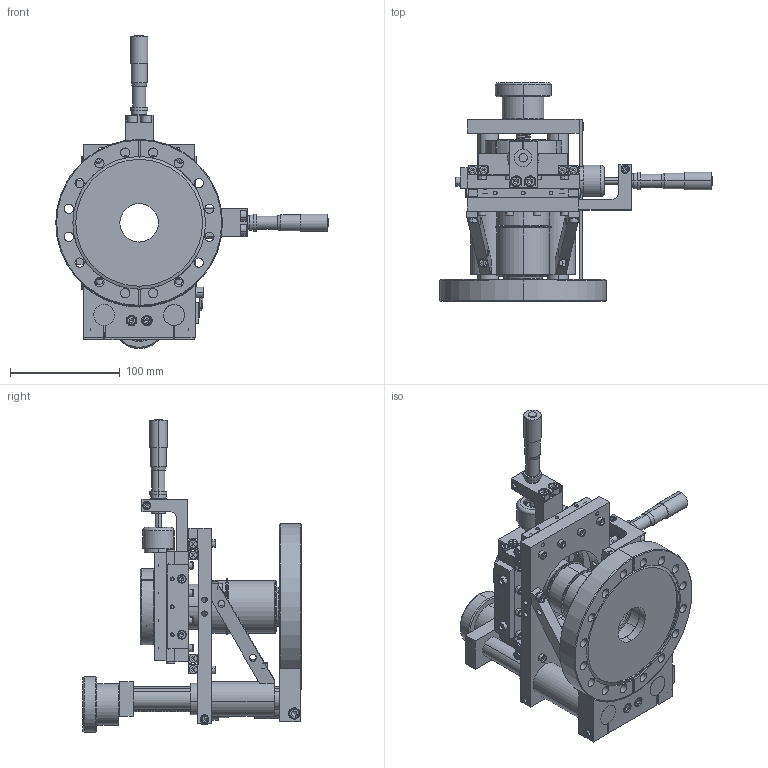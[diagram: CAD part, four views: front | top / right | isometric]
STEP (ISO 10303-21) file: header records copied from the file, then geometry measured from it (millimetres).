
FILE_DESCRIPTION (( 'STEP AP214' ), '1' );
FILE_NAME ('SN101124-01, EC-1.39-B600C-T275T-2-SS01.STEP', '2018-10-15T14:23:19', ( '' ), ( '' ), 'SwSTEP 2.0', 'SolidWorks 2010', '' );
FILE_SCHEMA (( 'AUTOMOTIVE_DESIGN' ));
Length unit declared in the file: inch
Products named in the file (1): SN101124-01, EC-1.39-B600C-T275T-2-SS01
Bounding box: 247.75 x 198.65 x 284.64 mm (x, y, z)
Surface area: 327656.8 mm2 (no closed solid volume)
Topology: 0 solids, 190 shells, 1652 faces, 5493 edges, 3850 vertices
Faces by surface type: plane 812, cylinder 524, cone 300, torus 14, bspline 2
Entity records: 88569 total; most frequent: CARTESIAN_POINT 19324, DIRECTION 10169, ORIENTED_EDGE 8562, EDGE_CURVE 5425, VERTEX_POINT 3850, LINE 3461, VECTOR 3461, AXIS2_PLACEMENT_3D 3354
